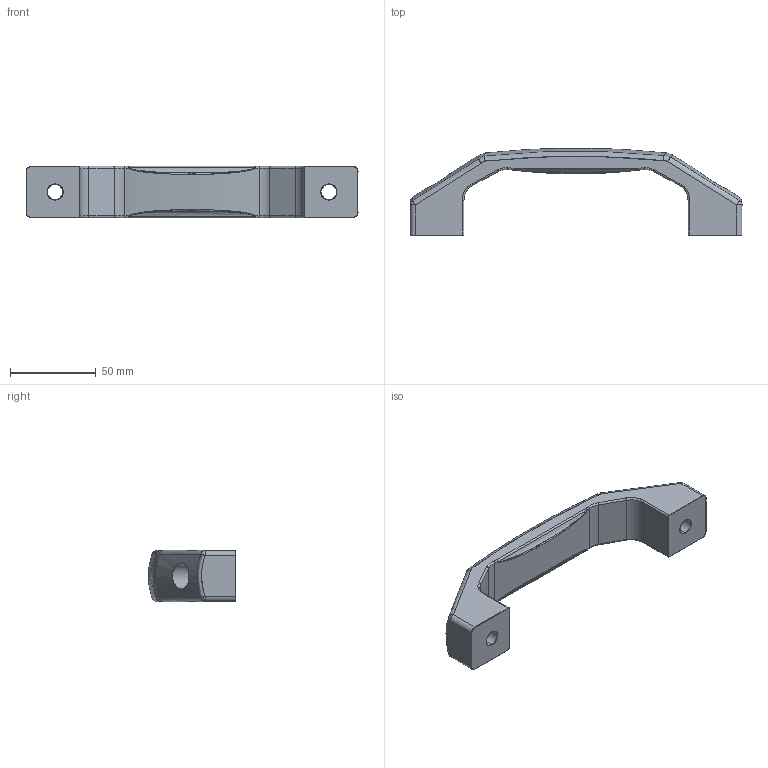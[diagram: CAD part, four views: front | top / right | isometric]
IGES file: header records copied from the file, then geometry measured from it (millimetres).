
Start section: SolidWorks IGES file using analytic representation for surfaces
Global section: file name: HDS-781-160.IGS; native system: SolidWorks 2016; preprocessor: SolidWorks 2016; author: death; date: 230925.141828; units: millimetre
Bounding box: 194 x 50.84 x 30 mm (x, y, z)
Surface area: 22830.7 mm2 (no closed solid volume)
Topology: 0 solids, 0 shells, 112 faces, 1083 edges, 1075 vertices
Faces by surface type: bspline 63, revolution 49
